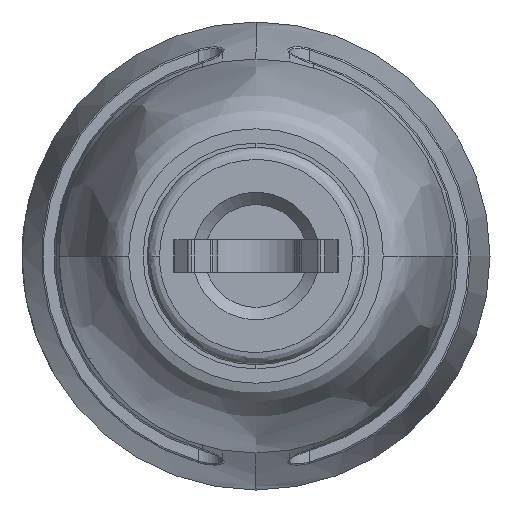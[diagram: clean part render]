
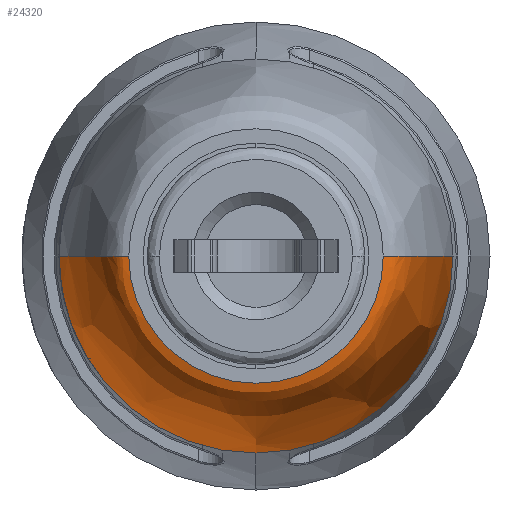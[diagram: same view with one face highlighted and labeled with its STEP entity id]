
A CAD part, left-side view. The second image highlights one B-rep face of the part: STEP entity #24320.
In plain terms, the highlighted free-form (B-spline) face has degree [3, 3] with [6, 4] control points.
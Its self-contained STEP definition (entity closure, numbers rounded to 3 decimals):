
#238 = CIRCLE ( 'NONE', #11718, 3.1 ) ;
#788 = CARTESIAN_POINT ( 'NONE',  ( 13.398, 4.8, 0. ) ) ;
#1059 = CARTESIAN_POINT ( 'NONE',  ( 10.153, 4.759, -9.518 ) ) ;
#1193 = DIRECTION ( 'NONE',  ( 0., 0., 1. ) ) ;
#1748 = ORIENTED_EDGE ( 'NONE', *, *, #25731, .T. ) ;
#2102 = CARTESIAN_POINT ( 'NONE',  ( 4.822, -3.1, 0. ) ) ;
#2870 = CARTESIAN_POINT ( 'NONE',  ( 13.398, -4.8, 0. ) ) ;
#3914 = CARTESIAN_POINT ( 'NONE',  ( 10.153, 4.759, 0. ) ) ;
#3991 = CARTESIAN_POINT ( 'NONE',  ( 4.822, 3.1, 0. ) ) ;
#4039 = CARTESIAN_POINT ( 'NONE',  ( 13.822, -4.8, 0. ) ) ;
#4636 = CARTESIAN_POINT ( 'NONE',  ( 13.822, -4.8, 0. ) ) ;
#5095 = EDGE_CURVE ( 'NONE', #19475, #17941, #39128, .T. ) ;
#6114 = EDGE_CURVE ( 'NONE', #9241, #13887, #31848, .T. ) ;
#6128 = AXIS2_PLACEMENT_3D ( 'NONE', #16574, #16833, #1193 ) ;
#6292 = CARTESIAN_POINT ( 'NONE',  ( 6.753, -4.294, 0. ) ) ;
#6422 = CARTESIAN_POINT ( 'NONE',  ( 4.822, -3.71, 0. ) ) ;
#6922 = CARTESIAN_POINT ( 'NONE',  ( 13.398, -4.8, 0. ) ) ;
#7043 = CARTESIAN_POINT ( 'NONE',  ( 10.153, -4.759, 0. ) ) ;
#7114 = CARTESIAN_POINT ( 'NONE',  ( 13.398, 4.8, 0. ) ) ;
#7170 = CARTESIAN_POINT ( 'NONE',  ( 10.153, -4.759, -9.518 ) ) ;
#7593 = CARTESIAN_POINT ( 'NONE',  ( 13.822, 4.8, 0. ) ) ;
#7983 = ORIENTED_EDGE ( 'NONE', *, *, #5095, .T. ) ;
#8164 = EDGE_LOOP ( 'NONE', ( #34922, #7983, #12001, #13849, #1748 ) ) ;
#9241 = VERTEX_POINT ( 'NONE', #7593 ) ;
#9561 = DIRECTION ( 'NONE',  ( 0., 0., 1. ) ) ;
#10448 = CARTESIAN_POINT ( 'NONE',  ( 4.822, 3.71, -7.421 ) ) ;
#11718 = AXIS2_PLACEMENT_3D ( 'NONE', #25399, #12771, #34507 ) ;
#12001 = ORIENTED_EDGE ( 'NONE', *, *, #26555, .F. ) ;
#12771 = DIRECTION ( 'NONE',  ( -1., 0., 0. ) ) ;
#13279 = CARTESIAN_POINT ( 'NONE',  ( 13.822, 4.8, 0. ) ) ;
#13593 = CARTESIAN_POINT ( 'NONE',  ( 4.822, 3.1, 0. ) ) ;
#13849 = ORIENTED_EDGE ( 'NONE', *, *, #6114, .F. ) ;
#13887 = VERTEX_POINT ( 'NONE', #22931 ) ;
#16574 = CARTESIAN_POINT ( 'NONE',  ( 13.822, 0., 0. ) ) ;
#16706 = CARTESIAN_POINT ( 'NONE',  ( 13.822, 4.8, 0. ) ) ;
#16833 = DIRECTION ( 'NONE',  ( -1., 0., 0. ) ) ;
#17282 = CIRCLE ( 'NONE', #17434, 4.8 ) ;
#17434 = AXIS2_PLACEMENT_3D ( 'NONE', #18683, #28430, #9561 ) ;
#17941 = VERTEX_POINT ( 'NONE', #2102 ) ;
#18515 = CARTESIAN_POINT ( 'NONE',  ( 13.822, 0., -4.8 ) ) ;
#18683 = CARTESIAN_POINT ( 'NONE',  ( 13.822, 0., 0. ) ) ;
#18809 = CARTESIAN_POINT ( 'NONE',  ( 10.153, -4.759, 0. ) ) ;
#19440 = CARTESIAN_POINT ( 'NONE',  ( 13.398, -4.8, -9.6 ) ) ;
#19475 = VERTEX_POINT ( 'NONE', #4636 ) ;
#21286 = FACE_OUTER_BOUND ( 'NONE', #8164, .T. ) ;
#21531 = CARTESIAN_POINT ( 'NONE',  ( 4.822, -3.1, 0. ) ) ;
#22559 = CARTESIAN_POINT ( 'NONE',  ( 13.822, -4.8, -9.6 ) ) ;
#22931 = CARTESIAN_POINT ( 'NONE',  ( 4.822, 3.1, 0. ) ) ;
#22961 = CARTESIAN_POINT ( 'NONE',  ( 13.398, 4.8, -9.6 ) ) ;
#24320 = ADVANCED_FACE ( 'NONE', ( #21286 ), #29057, .F. ) ;
#25399 = CARTESIAN_POINT ( 'NONE',  ( 4.822, 0., 0. ) ) ;
#25681 = CARTESIAN_POINT ( 'NONE',  ( 6.753, -4.294, 0. ) ) ;
#25731 = EDGE_CURVE ( 'NONE', #9241, #36767, #17282, .T. ) ;
#25935 = CARTESIAN_POINT ( 'NONE',  ( 6.753, -4.294, -8.588 ) ) ;
#26555 = EDGE_CURVE ( 'NONE', #13887, #17941, #238, .T. ) ;
#26599 = CIRCLE ( 'NONE', #6128, 4.8 ) ;
#28430 = DIRECTION ( 'NONE',  ( -1., 0., 0. ) ) ;
#28780 = CARTESIAN_POINT ( 'NONE',  ( 4.822, -3.71, 0. ) ) ;
#29039 = CARTESIAN_POINT ( 'NONE',  ( 4.822, 3.71, 0. ) ) ;
#29057 =( BOUNDED_SURFACE ( )  B_SPLINE_SURFACE ( 3, 3, ( 
 ( #16706, #38193, #22559, #4039 ),
 ( #788, #22961, #19440, #6922 ),
 ( #3914, #1059, #7170, #7043 ),
 ( #32046, #35203, #25935, #25681 ),
 ( #29039, #10448, #32183, #28780 ),
 ( #13593, #35472, #35332, #31787 ) ),
 .UNSPECIFIED., .F., .F., .F. ) 
 B_SPLINE_SURFACE_WITH_KNOTS ( ( 4, 1, 1, 4 ),
 ( 4, 4 ),
 ( 0., 0.429, 0.529, 1. ),
 ( 0., 1. ),
 .UNSPECIFIED. ) 
 GEOMETRIC_REPRESENTATION_ITEM ( )  RATIONAL_B_SPLINE_SURFACE ( (
 ( 1., 0.333, 0.333, 1.),
 ( 1., 0.333, 0.333, 1.),
 ( 1., 0.333, 0.333, 1.),
 ( 1., 0.333, 0.333, 1.),
 ( 1., 0.333, 0.333, 1.),
 ( 1., 0.333, 0.333, 1.) ) ) 
 REPRESENTATION_ITEM ( '' )  SURFACE ( )  );
#31787 = CARTESIAN_POINT ( 'NONE',  ( 4.822, -3.1, 0. ) ) ;
#31848 = B_SPLINE_CURVE_WITH_KNOTS ( 'NONE', 3,
 ( #13279, #7114, #34890, #38550, #35025, #3991 ),
 .UNSPECIFIED., .F., .F.,
 ( 4, 1, 1, 4 ),
 ( 0., 0.429, 0.529, 1. ),
 .UNSPECIFIED. ) ;
#32046 = CARTESIAN_POINT ( 'NONE',  ( 6.753, 4.294, 0. ) ) ;
#32183 = CARTESIAN_POINT ( 'NONE',  ( 4.822, -3.71, -7.421 ) ) ;
#34507 = DIRECTION ( 'NONE',  ( 0., 0., 1. ) ) ;
#34890 = CARTESIAN_POINT ( 'NONE',  ( 10.153, 4.759, 0. ) ) ;
#34922 = ORIENTED_EDGE ( 'NONE', *, *, #40306, .T. ) ;
#35025 = CARTESIAN_POINT ( 'NONE',  ( 4.822, 3.71, 0. ) ) ;
#35203 = CARTESIAN_POINT ( 'NONE',  ( 6.753, 4.294, -8.588 ) ) ;
#35332 = CARTESIAN_POINT ( 'NONE',  ( 4.822, -3.1, -6.2 ) ) ;
#35472 = CARTESIAN_POINT ( 'NONE',  ( 4.822, 3.1, -6.2 ) ) ;
#36767 = VERTEX_POINT ( 'NONE', #18515 ) ;
#37035 = CARTESIAN_POINT ( 'NONE',  ( 13.822, -4.8, 0. ) ) ;
#38193 = CARTESIAN_POINT ( 'NONE',  ( 13.822, 4.8, -9.6 ) ) ;
#38550 = CARTESIAN_POINT ( 'NONE',  ( 6.753, 4.294, 0. ) ) ;
#39128 = B_SPLINE_CURVE_WITH_KNOTS ( 'NONE', 3,
 ( #37035, #2870, #18809, #6292, #6422, #21531 ),
 .UNSPECIFIED., .F., .F.,
 ( 4, 1, 1, 4 ),
 ( 0., 0.429, 0.529, 1. ),
 .UNSPECIFIED. ) ;
#40306 = EDGE_CURVE ( 'NONE', #36767, #19475, #26599, .T. ) ;
